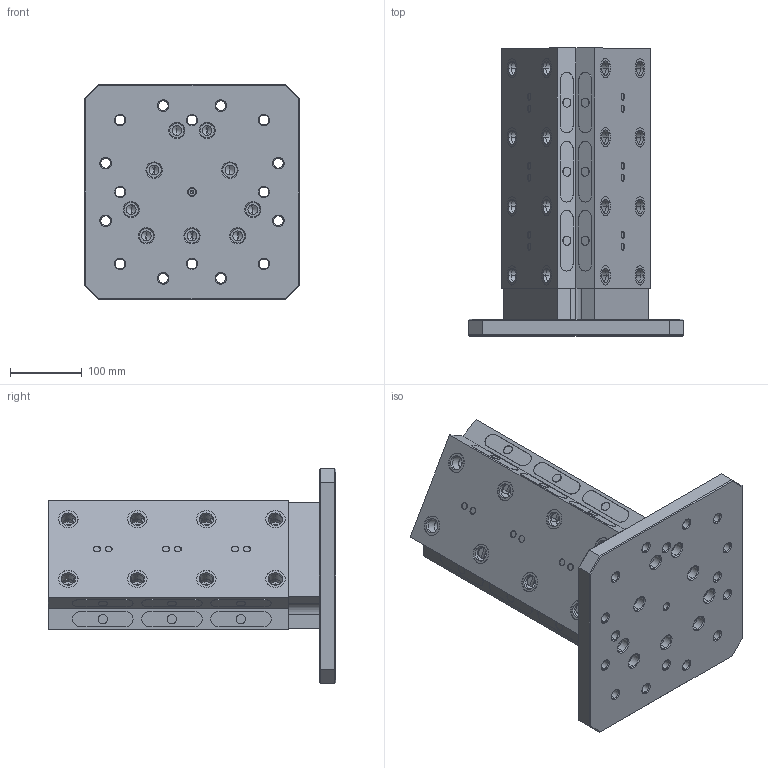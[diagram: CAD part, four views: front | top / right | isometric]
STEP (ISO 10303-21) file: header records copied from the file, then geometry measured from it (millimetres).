
FILE_DESCRIPTION (( 'STEP AP214' ), '1' );
FILE_NAME ('RL96A-3003 02222021.STEP', '2021-02-22T16:20:15', ( '' ), ( '' ), 'SwSTEP 2.0', 'SolidWorks 2019', '' );
FILE_SCHEMA (( 'AUTOMOTIVE_DESIGN' ));
Length unit declared in the file: millimetre
Products named in the file (3): D_RL96A-3003B; RL96A-3003 02222021; D_RL96A-3003T
Assembly tree (2 placements, depth 2):
  RL96A-3003 02222021
    D_RL96A-3003B
    D_RL96A-3003T
Bounding box: 300 x 400 x 300 mm (x, y, z)
Volume: 9920914.3 mm3; surface area: 823644.4 mm2
Topology: 2 solids, 2 shells, 1381 faces, 3316 edges, 2121 vertices
Faces by surface type: cylinder 760, plane 455, cone 166
Entity records: 48746 total; most frequent: CARTESIAN_POINT 11309, DIRECTION 7532, ORIENTED_EDGE 6516, EDGE_CURVE 3258, AXIS2_PLACEMENT_3D 3068, VERTEX_POINT 2121, EDGE_LOOP 1743, CIRCLE 1682
